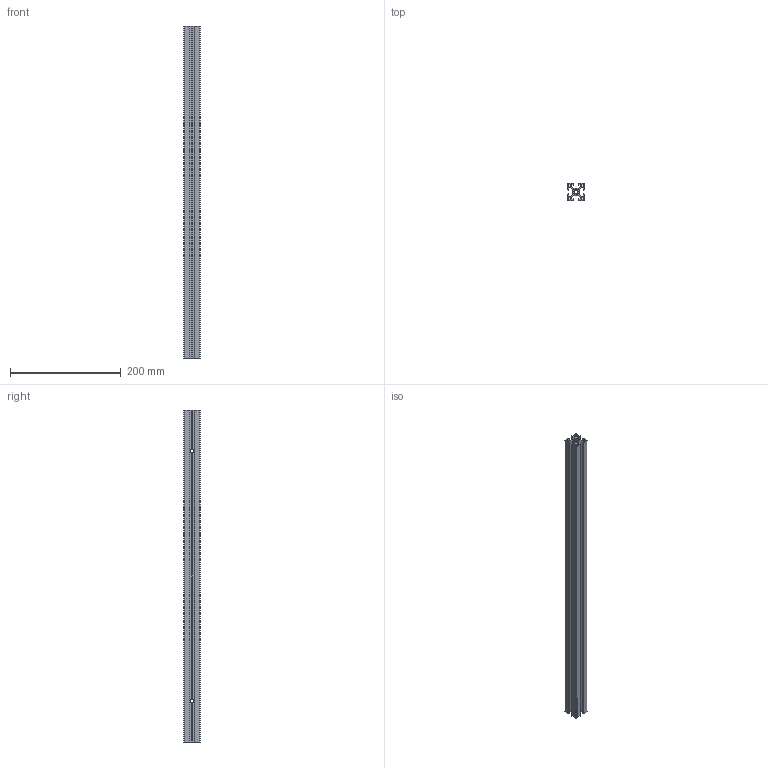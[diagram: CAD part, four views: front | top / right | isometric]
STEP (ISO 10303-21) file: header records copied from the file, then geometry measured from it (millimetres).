
FILE_DESCRIPTION (( 'STEP AP214' ), '1' );
FILE_NAME ('30x30 - 600 Centre Front Bottom.step', '2019-11-11T12:23:16', ( '' ), ( '' ), 'SwSTEP 2.0', 'SolidWorks 2019', '' );
FILE_SCHEMA (( 'AUTOMOTIVE_DESIGN' ));
Length unit declared in the file: millimetre
Products named in the file (1): 30x30 - 600 Centre Front Bottom
Bounding box: 30 x 30 x 600 mm (x, y, z)
Volume: 187287.7 mm3; surface area: 198685.3 mm2
Topology: 1 solids, 1 shells, 189 faces, 585 edges, 390 vertices
Faces by surface type: plane 106, cylinder 83
Entity records: 6691 total; most frequent: CARTESIAN_POINT 1373, ORIENTED_EDGE 1170, DIRECTION 1075, EDGE_CURVE 585, VERTEX_POINT 390, LINE 387, VECTOR 387, AXIS2_PLACEMENT_3D 344
